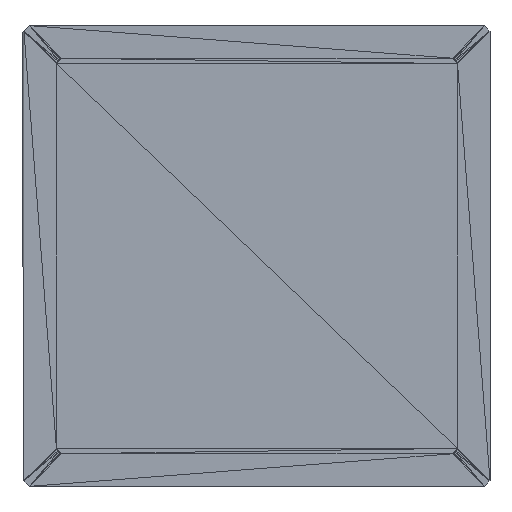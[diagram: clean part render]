
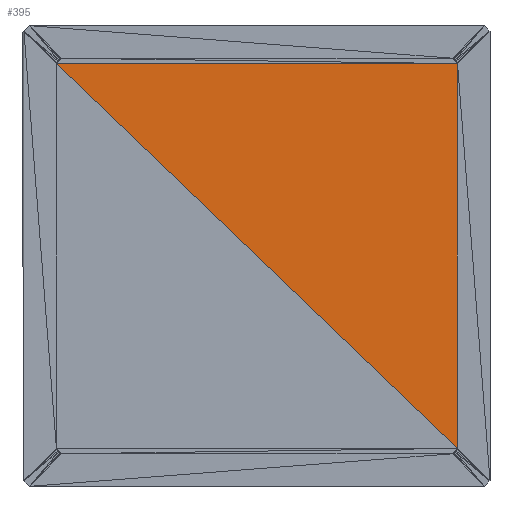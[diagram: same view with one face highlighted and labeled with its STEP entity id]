
A CAD part, front view. The second image highlights one B-rep face of the part: STEP entity #395.
In plain terms, the highlighted planar face has unit normal (0, 1, 0).
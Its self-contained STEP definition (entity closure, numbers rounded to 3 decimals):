
#395 = ADVANCED_FACE('',(#396),#422,.F.);
#396 = FACE_BOUND('',#397,.T.);
#397 = EDGE_LOOP('',(#398,#408,#416));
#398 = ORIENTED_EDGE('',*,*,#399,.T.);
#399 = EDGE_CURVE('',#400,#402,#404,.T.);
#400 = VERTEX_POINT('',#401);
#401 = CARTESIAN_POINT('',(8.,0.9,-0.7));
#402 = VERTEX_POINT('',#403);
#403 = CARTESIAN_POINT('',(8.,0.9,-7.8));
#404 = LINE('',#405,#406);
#405 = CARTESIAN_POINT('',(8.,0.9,-0.7));
#406 = VECTOR('',#407,1.);
#407 = DIRECTION('',(0.,0.,-1.));
#408 = ORIENTED_EDGE('',*,*,#409,.T.);
#409 = EDGE_CURVE('',#402,#410,#412,.T.);
#410 = VERTEX_POINT('',#411);
#411 = CARTESIAN_POINT('',(0.6,0.9,-0.7
    ));
#412 = LINE('',#413,#414);
#413 = CARTESIAN_POINT('',(8.,0.9,-7.8));
#414 = VECTOR('',#415,1.);
#415 = DIRECTION('',(-0.722,0.,0.692));
#416 = ORIENTED_EDGE('',*,*,#417,.T.);
#417 = EDGE_CURVE('',#410,#400,#418,.T.);
#418 = LINE('',#419,#420);
#419 = CARTESIAN_POINT('',(0.6,0.9,-0.7
    ));
#420 = VECTOR('',#421,1.);
#421 = DIRECTION('',(1.,0.,0.));
#422 = PLANE('',#423);
#423 = AXIS2_PLACEMENT_3D('',#424,#425,#426);
#424 = CARTESIAN_POINT('',(8.,0.9,-0.7));
#425 = DIRECTION('',(-0.,-1.,-0.));
#426 = DIRECTION('',(0.,0.,-1.));
